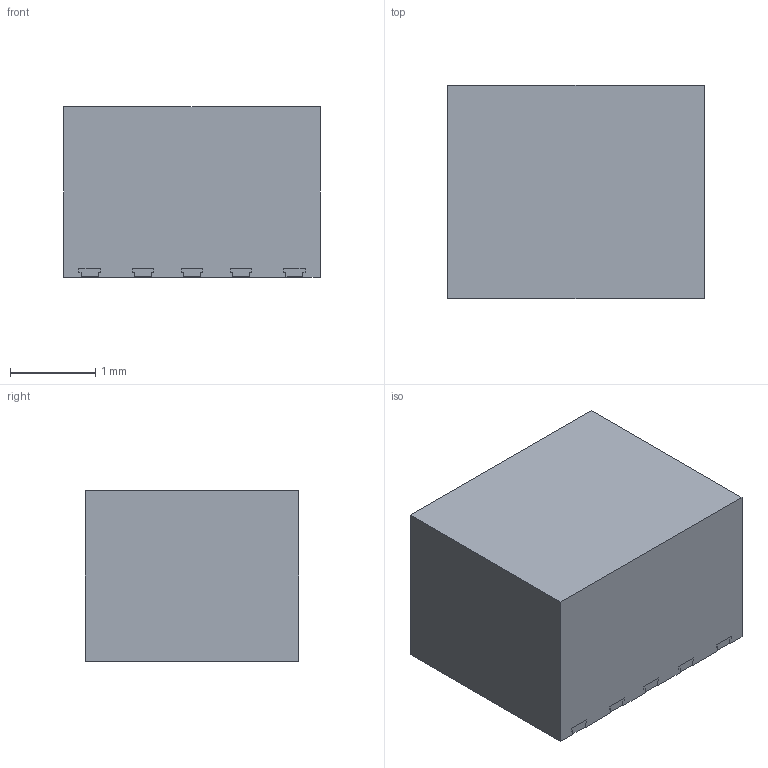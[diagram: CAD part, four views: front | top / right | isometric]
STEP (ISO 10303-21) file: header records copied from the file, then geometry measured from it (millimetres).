
FILE_DESCRIPTION((''),'2;1');
FILE_NAME('VCA0013A_ASM','2023-11-13T09:07:13',('a0412086'),(''),'CREO PARAMETRIC BY PTC INC, 2018500','CREO PARAMETRIC BY PTC INC, 2018500','');
FILE_SCHEMA(('CONFIG_CONTROL_DESIGN','SHAPE_APPEARANCE_LAYERS_GROUPS'));
Length unit declared in the file: millimetre
Products named in the file (3): VCA0013A_FRAME; VCA0013A_MOLD; VCA0013A_ASM
Assembly tree (2 placements, depth 2):
  VCA0013A_ASM
    VCA0013A_FRAME
    VCA0013A_MOLD
Bounding box: 3 x 2.5 x 2 mm (x, y, z)
Volume: 15 mm3; surface area: 49 mm2
Topology: 14 solids, 14 shells, 423 faces, 1170 edges, 780 vertices
Faces by surface type: plane 391, cylinder 32
Entity records: 17057 total; most frequent: CARTESIAN_POINT 2378, ORIENTED_EDGE 2340, DIRECTION 2090, PRESENTATION_STYLE_ASSIGNMENT 1194, STYLED_ITEM 1184, CURVE_STYLE 1170, EDGE_CURVE 1170, VECTOR 1106
